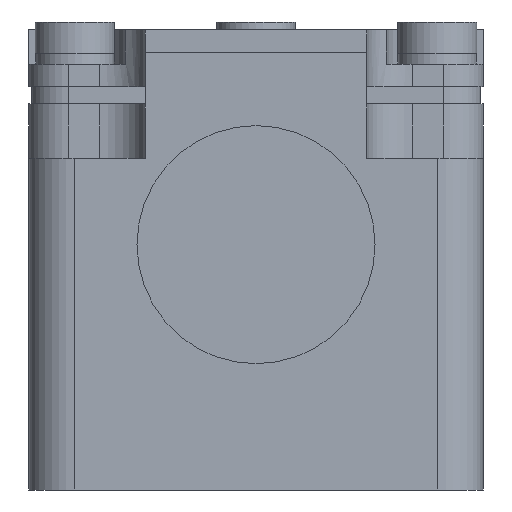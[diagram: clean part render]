
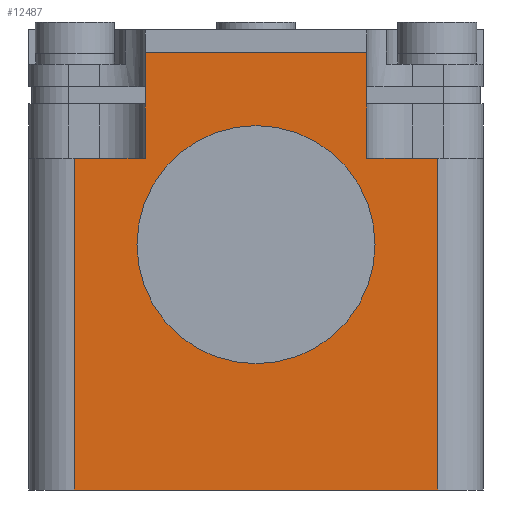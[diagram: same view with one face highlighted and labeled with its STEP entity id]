
A CAD part, front view. The second image highlights one B-rep face of the part: STEP entity #12487.
In plain terms, the highlighted planar face has unit normal (0, -1, 0).
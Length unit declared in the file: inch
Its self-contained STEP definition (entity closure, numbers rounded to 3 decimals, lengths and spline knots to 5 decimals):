
#19 = DIRECTION ( 'NONE',  ( 0., 0., 1. ) ) ;
#112 = LINE ( 'NONE', #13189, #1047 ) ;
#187 = VECTOR ( 'NONE', #8655, 39.37008 ) ;
#227 = VERTEX_POINT ( 'NONE', #6322 ) ;
#797 = ORIENTED_EDGE ( 'NONE', *, *, #3065, .F. ) ;
#852 = VERTEX_POINT ( 'NONE', #6049 ) ;
#861 = EDGE_CURVE ( 'NONE', #2582, #953, #901, .T. ) ;
#901 = LINE ( 'NONE', #7957, #5664 ) ;
#953 = VERTEX_POINT ( 'NONE', #1227 ) ;
#1047 = VECTOR ( 'NONE', #11164, 39.37008 ) ;
#1078 = CIRCLE ( 'NONE', #11979, 0.4125 ) ;
#1227 = CARTESIAN_POINT ( 'NONE',  ( 0.21063, -2.50787, 1.14961 ) ) ;
#1238 = DIRECTION ( 'NONE',  ( 0., 0., -1. ) ) ;
#1442 = EDGE_CURVE ( 'NONE', #11417, #227, #10884, .T. ) ;
#1706 = DIRECTION ( 'NONE',  ( 0., 0., -1. ) ) ;
#2509 = AXIS2_PLACEMENT_3D ( 'NONE', #7192, #3239, #1238 ) ;
#2582 = VERTEX_POINT ( 'NONE', #5610 ) ;
#2617 = FACE_OUTER_BOUND ( 'NONE', #2797, .T. ) ;
#2640 = CARTESIAN_POINT ( 'NONE',  ( 0.97835, -2.50787, 1.14961 ) ) ;
#2797 = EDGE_LOOP ( 'NONE', ( #10172, #5790, #797, #3658, #6700, #12684, #8147, #6942 ) ) ;
#2973 = VECTOR ( 'NONE', #7475, 39.37008 ) ;
#3065 = EDGE_CURVE ( 'NONE', #227, #852, #10858, .T. ) ;
#3093 = VERTEX_POINT ( 'NONE', #8737 ) ;
#3239 = DIRECTION ( 'NONE',  ( 0., -1., 0. ) ) ;
#3244 = CARTESIAN_POINT ( 'NONE',  ( 1.22441, -2.50787, 1.14961 ) ) ;
#3357 = CARTESIAN_POINT ( 'NONE',  ( -0.19291, -2.50787, 0. ) ) ;
#3658 = ORIENTED_EDGE ( 'NONE', *, *, #1442, .F. ) ;
#3850 = DIRECTION ( 'NONE',  ( 1., 0., 0. ) ) ;
#4309 = EDGE_CURVE ( 'NONE', #5143, #2582, #8408, .T. ) ;
#4342 = EDGE_LOOP ( 'NONE', ( #5417, #10636 ) ) ;
#5143 = VERTEX_POINT ( 'NONE', #7569 ) ;
#5417 = ORIENTED_EDGE ( 'NONE', *, *, #10576, .F. ) ;
#5578 = VECTOR ( 'NONE', #1706, 39.37008 ) ;
#5610 = CARTESIAN_POINT ( 'NONE',  ( -0.03543, -2.50787, 1.14961 ) ) ;
#5664 = VECTOR ( 'NONE', #3850, 39.37008 ) ;
#5706 = DIRECTION ( 'NONE',  ( 0., 0., 1. ) ) ;
#5712 = CIRCLE ( 'NONE', #2509, 0.4125 ) ;
#5790 = ORIENTED_EDGE ( 'NONE', *, *, #11287, .F. ) ;
#6049 = CARTESIAN_POINT ( 'NONE',  ( 0.97835, -2.50787, 1.14961 ) ) ;
#6245 = CARTESIAN_POINT ( 'NONE',  ( 0.59449, -2.50787, 0.85039 ) ) ;
#6251 = EDGE_CURVE ( 'NONE', #953, #11417, #7689, .T. ) ;
#6322 = CARTESIAN_POINT ( 'NONE',  ( 0.97835, -2.50787, 1.51575 ) ) ;
#6340 = CARTESIAN_POINT ( 'NONE',  ( 0.21063, -2.50787, 1.51575 ) ) ;
#6378 = CARTESIAN_POINT ( 'NONE',  ( -0.03543, -2.50787, 1.14961 ) ) ;
#6467 = VERTEX_POINT ( 'NONE', #10919 ) ;
#6594 = EDGE_CURVE ( 'NONE', #5143, #7118, #12720, .T. ) ;
#6620 = DIRECTION ( 'NONE',  ( 1., 0., 0. ) ) ;
#6700 = ORIENTED_EDGE ( 'NONE', *, *, #6251, .F. ) ;
#6706 = FACE_BOUND ( 'NONE', #4342, .T. ) ;
#6942 = ORIENTED_EDGE ( 'NONE', *, *, #6594, .T. ) ;
#7118 = VERTEX_POINT ( 'NONE', #7706 ) ;
#7192 = CARTESIAN_POINT ( 'NONE',  ( 0.59449, -2.50787, 0.85039 ) ) ;
#7475 = DIRECTION ( 'NONE',  ( 0., 0., -1. ) ) ;
#7569 = CARTESIAN_POINT ( 'NONE',  ( -0.03543, -2.50787, 0. ) ) ;
#7689 = LINE ( 'NONE', #9873, #11748 ) ;
#7706 = CARTESIAN_POINT ( 'NONE',  ( 1.22441, -2.50787, 0. ) ) ;
#7784 = CARTESIAN_POINT ( 'NONE',  ( -0.19291, -2.50787, 1.51575 ) ) ;
#7957 = CARTESIAN_POINT ( 'NONE',  ( -0.19291, -2.50787, 1.14961 ) ) ;
#8119 = CARTESIAN_POINT ( 'NONE',  ( -0.19291, -2.50787, 1.14961 ) ) ;
#8147 = ORIENTED_EDGE ( 'NONE', *, *, #4309, .F. ) ;
#8227 = VERTEX_POINT ( 'NONE', #8670 ) ;
#8244 = DIRECTION ( 'NONE',  ( 0., 1., 0. ) ) ;
#8401 = DIRECTION ( 'NONE',  ( 0., -1., 0. ) ) ;
#8408 = LINE ( 'NONE', #6378, #11728 ) ;
#8655 = DIRECTION ( 'NONE',  ( 1., 0., 0. ) ) ;
#8670 = CARTESIAN_POINT ( 'NONE',  ( 1.22441, -2.50787, 1.14961 ) ) ;
#8737 = CARTESIAN_POINT ( 'NONE',  ( 0.59449, -2.50787, 1.26289 ) ) ;
#9432 = AXIS2_PLACEMENT_3D ( 'NONE', #8119, #8244, #13263 ) ;
#9464 = LINE ( 'NONE', #3244, #2973 ) ;
#9873 = CARTESIAN_POINT ( 'NONE',  ( 0.21063, -2.50787, 1.14961 ) ) ;
#10172 = ORIENTED_EDGE ( 'NONE', *, *, #11559, .F. ) ;
#10333 = DIRECTION ( 'NONE',  ( 0., 0., -1. ) ) ;
#10576 = EDGE_CURVE ( 'NONE', #6467, #3093, #5712, .T. ) ;
#10636 = ORIENTED_EDGE ( 'NONE', *, *, #11992, .F. ) ;
#10766 = PLANE ( 'NONE',  #9432 ) ;
#10858 = LINE ( 'NONE', #2640, #5578 ) ;
#10884 = LINE ( 'NONE', #7784, #12867 ) ;
#10919 = CARTESIAN_POINT ( 'NONE',  ( 0.59449, -2.50787, 0.43789 ) ) ;
#11164 = DIRECTION ( 'NONE',  ( 1., 0., 0. ) ) ;
#11287 = EDGE_CURVE ( 'NONE', #852, #8227, #112, .T. ) ;
#11417 = VERTEX_POINT ( 'NONE', #6340 ) ;
#11559 = EDGE_CURVE ( 'NONE', #8227, #7118, #9464, .T. ) ;
#11728 = VECTOR ( 'NONE', #19, 39.37008 ) ;
#11748 = VECTOR ( 'NONE', #5706, 39.37008 ) ;
#11979 = AXIS2_PLACEMENT_3D ( 'NONE', #6245, #8401, #10333 ) ;
#11992 = EDGE_CURVE ( 'NONE', #3093, #6467, #1078, .T. ) ;
#12487 = ADVANCED_FACE ( 'NONE', ( #2617, #6706 ), #10766, .F. ) ;
#12684 = ORIENTED_EDGE ( 'NONE', *, *, #861, .F. ) ;
#12720 = LINE ( 'NONE', #3357, #187 ) ;
#12867 = VECTOR ( 'NONE', #6620, 39.37008 ) ;
#13189 = CARTESIAN_POINT ( 'NONE',  ( -0.19291, -2.50787, 1.14961 ) ) ;
#13263 = DIRECTION ( 'NONE',  ( 0., 0., 1. ) ) ;
